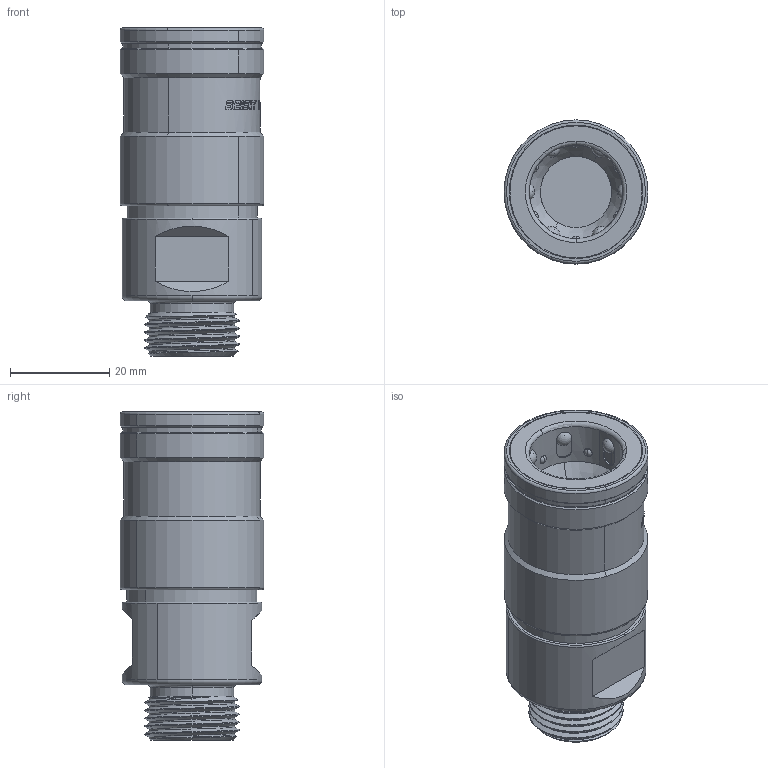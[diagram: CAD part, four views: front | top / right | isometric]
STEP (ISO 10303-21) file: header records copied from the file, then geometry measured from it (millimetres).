
FILE_DESCRIPTION (( 'STEP AP214' ), '1' );
FILE_NAME ('UQD 06S U34M-RD-01.STEP', '2025-01-22T02:12:42', ( 'Windows 蚚誧' ), ( '' ), 'SwSTEP 2.0', 'SolidWorks 2023', '' );
FILE_SCHEMA (( 'AUTOMOTIVE_DESIGN' ));
Length unit declared in the file: millimetre
Products named in the file (1): UQD 06S U34M-RD-01
Bounding box: 29 x 29 x 66.1 mm (x, y, z)
Volume: 31147.4 mm3; surface area: 8765.1 mm2
Topology: 1 solids, 5 shells, 489 faces, 1361 edges, 898 vertices
Faces by surface type: cylinder 164, plane 161, bspline 97, cone 29, sphere 24, torus 14
Entity records: 31677 total; most frequent: CARTESIAN_POINT 15294, ORIENTED_EDGE 2594, DIRECTION 1794, EDGE_CURVE 1297, VERTEX_POINT 854, AXIS2_PLACEMENT_3D 674, EDGE_LOOP 557, B_SPLINE_CURVE_WITH_KNOTS 499
